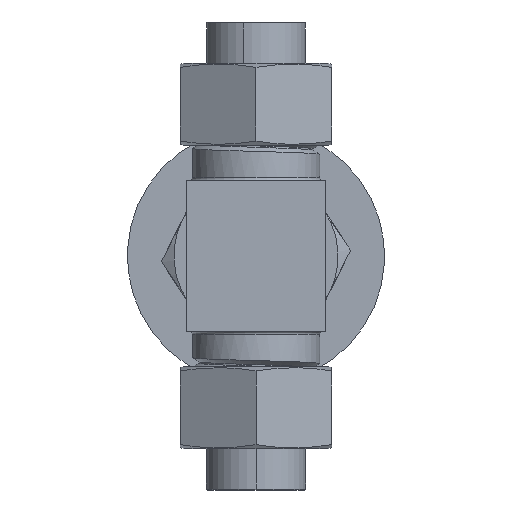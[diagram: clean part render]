
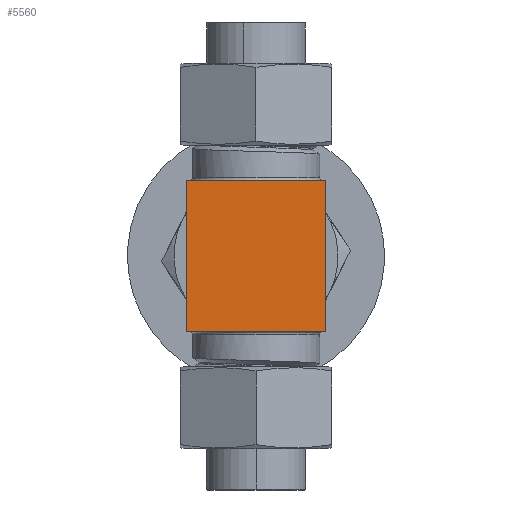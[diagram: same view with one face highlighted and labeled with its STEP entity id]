
A CAD part, front view. The second image highlights one B-rep face of the part: STEP entity #5560.
In plain terms, the highlighted planar face has unit normal (0, -1, 0).
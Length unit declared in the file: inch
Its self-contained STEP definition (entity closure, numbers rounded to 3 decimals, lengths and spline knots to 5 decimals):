
#217 = VERTEX_POINT ( 'NONE', #11369 ) ;
#412 = DIRECTION ( 'NONE',  ( 0., 0., 1. ) ) ;
#1355 = VERTEX_POINT ( 'NONE', #5895 ) ;
#1377 = DIRECTION ( 'NONE',  ( 1., 0., 0. ) ) ;
#1721 = VECTOR ( 'NONE', #9455, 39.37008 ) ;
#1958 = LINE ( 'NONE', #7513, #16583 ) ;
#2078 = VECTOR ( 'NONE', #1377, 39.37008 ) ;
#2625 = DIRECTION ( 'NONE',  ( 0., 1., 0. ) ) ;
#3043 = VERTEX_POINT ( 'NONE', #11412 ) ;
#3605 = CARTESIAN_POINT ( 'NONE',  ( 0.79172, 0.90605, 1.07303 ) ) ;
#5338 = ORIENTED_EDGE ( 'NONE', *, *, #10918, .F. ) ;
#5560 = ADVANCED_FACE ( 'Defeatured_1_57', ( #13471 ), #16665, .F. ) ;
#5895 = CARTESIAN_POINT ( 'NONE',  ( 0.04172, 0.90605, 1.88303 ) ) ;
#6148 = EDGE_LOOP ( 'NONE', ( #5338, #11538, #15667, #12720 ) ) ;
#6270 = EDGE_CURVE ( 'Defeatured_1_57+Defeatured_1_58+Defeatured_1_51+Defeatured_1_52', #217, #17049, #1958, .T. ) ;
#6609 = EDGE_CURVE ( 'Defeatured_1_57+Defeatured_1_52+Defeatured_1_58+Defeatured_1_59', #17049, #3043, #16342, .T. ) ;
#7129 = LINE ( 'NONE', #17347, #10855 ) ;
#7513 = CARTESIAN_POINT ( 'NONE',  ( 0.04172, 0.90605, 1.07303 ) ) ;
#9455 = DIRECTION ( 'NONE',  ( 0., 0., 1. ) ) ;
#10043 = LINE ( 'NONE', #18319, #2078 ) ;
#10855 = VECTOR ( 'NONE', #412, 39.37008 ) ;
#10918 = EDGE_CURVE ( 'Defeatured_1_59+Defeatured_1_57+Defeatured_1_51+Defeatured_1_52', #1355, #3043, #10043, .T. ) ;
#11119 = CARTESIAN_POINT ( 'NONE',  ( 0.04172, 0.90605, 0.01237 ) ) ;
#11369 = CARTESIAN_POINT ( 'NONE',  ( 0.04172, 0.90605, 1.07303 ) ) ;
#11412 = CARTESIAN_POINT ( 'NONE',  ( 0.79172, 0.90605, 1.88303 ) ) ;
#11538 = ORIENTED_EDGE ( 'NONE', *, *, #12175, .F. ) ;
#12039 = AXIS2_PLACEMENT_3D ( 'NONE', #11119, #2625, #12532 ) ;
#12175 = EDGE_CURVE ( 'Defeatured_1_51+Defeatured_1_57+Defeatured_1_58+Defeatured_1_59', #217, #1355, #7129, .T. ) ;
#12532 = DIRECTION ( 'NONE',  ( -1., 0., 0. ) ) ;
#12720 = ORIENTED_EDGE ( 'NONE', *, *, #6609, .T. ) ;
#13471 = FACE_OUTER_BOUND ( 'NONE', #6148, .T. ) ;
#15667 = ORIENTED_EDGE ( 'NONE', *, *, #6270, .T. ) ;
#16028 = DIRECTION ( 'NONE',  ( 1., 0., 0. ) ) ;
#16342 = LINE ( 'NONE', #16517, #1721 ) ;
#16517 = CARTESIAN_POINT ( 'NONE',  ( 0.79172, 0.90605, 0.01237 ) ) ;
#16583 = VECTOR ( 'NONE', #16028, 39.37008 ) ;
#16665 = PLANE ( 'NONE',  #12039 ) ;
#17049 = VERTEX_POINT ( 'NONE', #3605 ) ;
#17347 = CARTESIAN_POINT ( 'NONE',  ( 0.04172, 0.90605, 0.01237 ) ) ;
#18319 = CARTESIAN_POINT ( 'NONE',  ( 0.04172, 0.90605, 1.88303 ) ) ;
